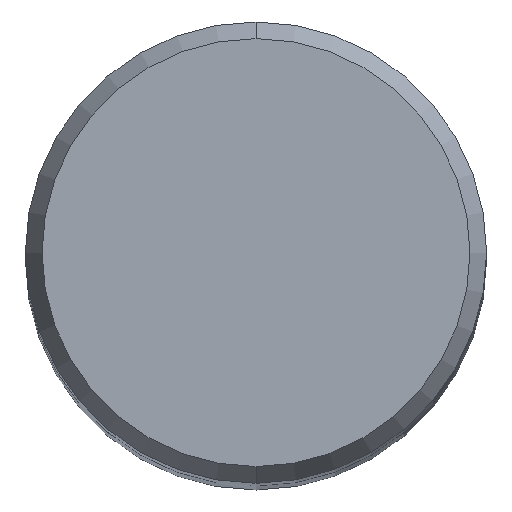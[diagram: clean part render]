
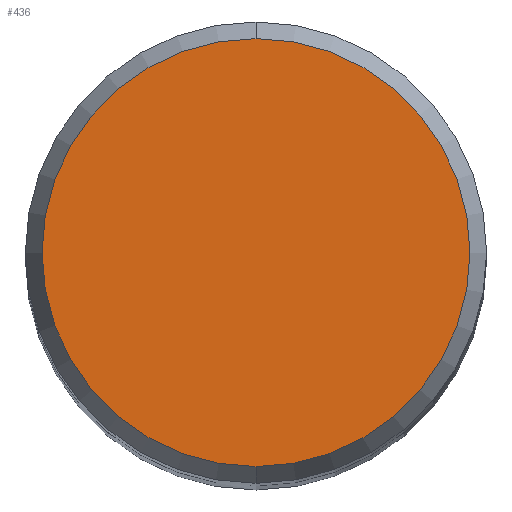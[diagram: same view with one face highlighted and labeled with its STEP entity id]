
A CAD part, top view. The second image highlights one B-rep face of the part: STEP entity #436.
In plain terms, the highlighted planar face has unit normal (0, 0, 1).
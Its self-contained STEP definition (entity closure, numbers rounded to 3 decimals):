
#214=EDGE_CURVE('',#250,#258,#550,.T.);
#250=VERTEX_POINT('',#590);
#258=VERTEX_POINT('',#598);
#322=EDGE_CURVE('',#258,#250,#670,.T.);
#436=ADVANCED_FACE('',(#800),#801,.T.);
#550=CIRCLE('',#961,8.837);
#590=CARTESIAN_POINT('',(0.,-8.837,0.));
#598=CARTESIAN_POINT('',(0.0,8.837,0.));
#670=CIRCLE('',#1299,8.837);
#800=FACE_OUTER_BOUND('',#1512,.T.);
#801=PLANE('',#1513);
#961=AXIS2_PLACEMENT_3D('',#1721,#1722,#1723);
#1299=AXIS2_PLACEMENT_3D('',#1865,#1866,#1867);
#1512=EDGE_LOOP('',(#2022,#2023));
#1513=AXIS2_PLACEMENT_3D('',#2024,#2025,#2026);
#1721=CARTESIAN_POINT('',(0.0,0.0,0.));
#1722=DIRECTION('',(0.0,0.0,-1.0));
#1723=DIRECTION('',(0.0,1.0,0.0));
#1865=CARTESIAN_POINT('',(0.0,0.0,0.));
#1866=DIRECTION('',(0.0,0.0,-1.0));
#1867=DIRECTION('',(0.0,1.0,0.0));
#2022=ORIENTED_EDGE('',*,*,#322,.F.);
#2023=ORIENTED_EDGE('',*,*,#214,.F.);
#2024=CARTESIAN_POINT('',(0.0,4.419,0.));
#2025=DIRECTION('',(-0.0,0.0,1.0));
#2026=DIRECTION('',(0.0,-1.0,0.0));
